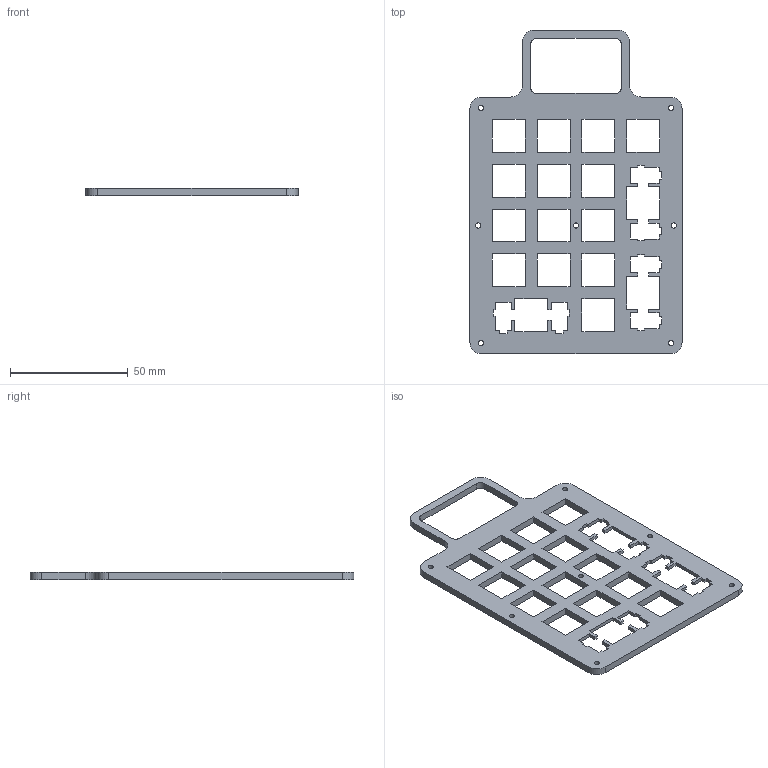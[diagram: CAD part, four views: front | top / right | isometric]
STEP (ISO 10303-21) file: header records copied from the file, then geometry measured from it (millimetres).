
FILE_DESCRIPTION(('HOOPS Exchange Step'),'2;1');
FILE_NAME('temp_export','2023-06-10T21:50:50+20:00',('jscotto'),('Shapr3D Limited'),'HOOPS Exchange 2022.2','Shapr3D','Authorized');
FILE_SCHEMA( ('AUTOMOTIVE_DESIGN { 1 0 10303 214 1 1 1 1 }') );
Length unit declared in the file: millimetre
Products named in the file (1): Middle
Bounding box: 90.2 x 137.75 x 3 mm (x, y, z)
Volume: 17038.5 mm3; surface area: 17806.5 mm2
Topology: 1 solids, 1 shells, 207 faces, 621 edges, 418 vertices
Faces by surface type: plane 188, cylinder 15, bspline 4
Full cylindrical faces by diameter (mm): 2.2 x7
Entity records: 7211 total; most frequent: CARTESIAN_POINT 1455, ORIENTED_EDGE 1246, DIRECTION 1065, EDGE_CURVE 623, VECTOR 573, LINE 573, VERTEX_POINT 420, EDGE_LOOP 259
